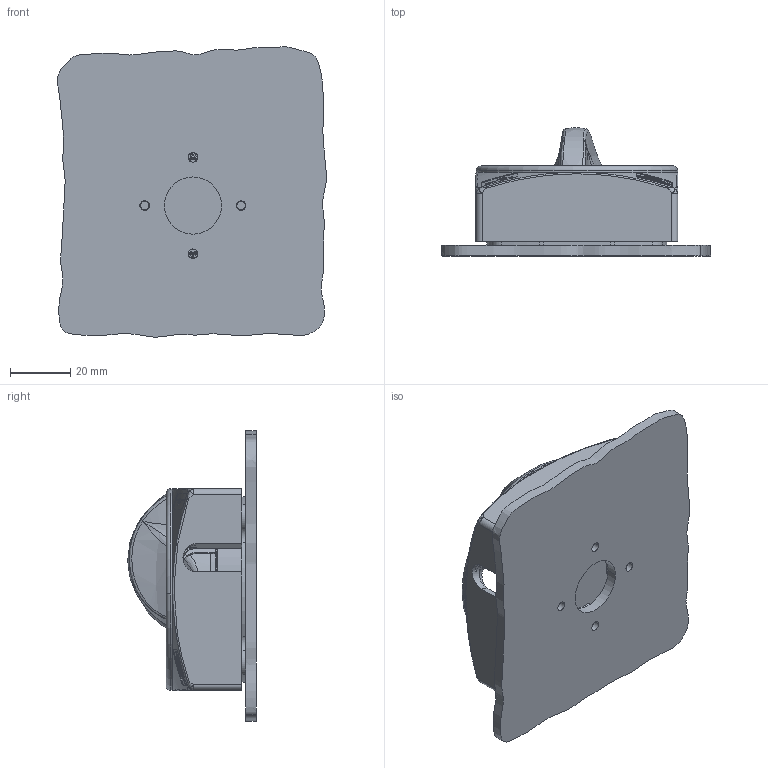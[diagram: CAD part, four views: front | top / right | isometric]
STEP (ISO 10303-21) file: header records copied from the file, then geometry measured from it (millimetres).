
FILE_DESCRIPTION((''),'2;1');
FILE_NAME('VAG-RL6-3D_P__SW0001','2015-08-31T',('mangiapr'),(''),'PRO/ENGINEER BY PARAMETRIC TECHNOLOGY CORPORATION, 2011080','PRO/ENGINEER BY PARAMETRIC TECHNOLOGY CORPORATION, 2011080','');
FILE_SCHEMA(('CONFIG_CONTROL_DESIGN'));
Products named in the file (1): VAG-RL6-3D_P__SW0001
Bounding box: 89.34 x 42.6 x 96.4 mm (x, y, z)
Volume: 84877.7 mm3; surface area: 63673.9 mm2
Topology: 1 solids, 1 shells, 1481 faces, 4090 edges, 2670 vertices
Faces by surface type: plane 884, cylinder 338, bspline 85, torus 58, cone 58, sphere 52, extrusion 6
Entity records: 57467 total; most frequent: CARTESIAN_POINT 20000, ORIENTED_EDGE 8180, DIRECTION 7413, EDGE_CURVE 4090, VERTEX_POINT 2670, AXIS2_PLACEMENT_3D 2555, VECTOR 2303, LINE 2297
